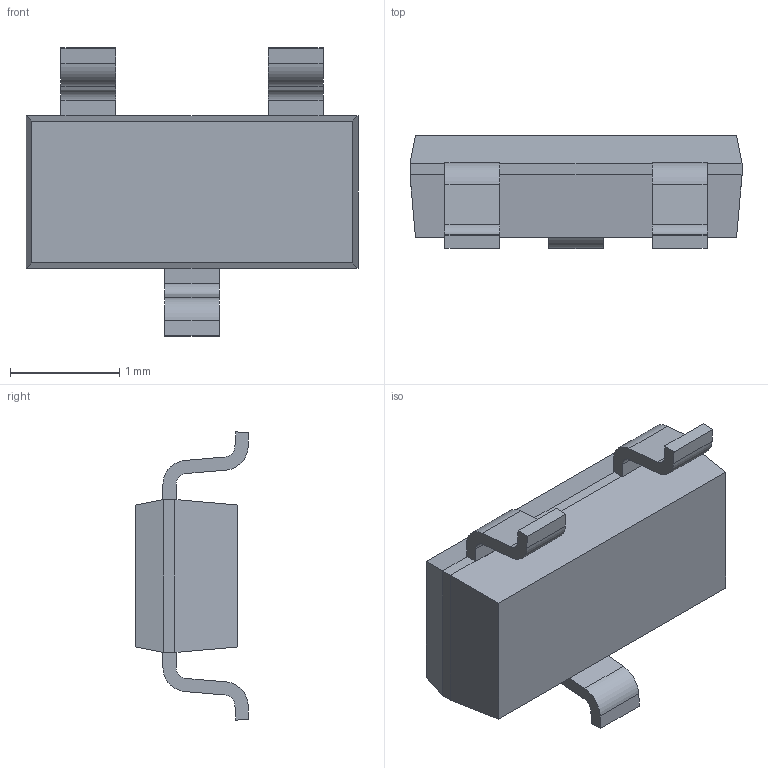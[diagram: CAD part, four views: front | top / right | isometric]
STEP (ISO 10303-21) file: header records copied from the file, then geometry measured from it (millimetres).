
FILE_DESCRIPTION((''),'2;1');
FILE_NAME('SOT23-3_P0-95_L3-04_W1-4','2019-10-05T',('Dragos'),(''),'PRO/ENGINEER BY PARAMETRIC TECHNOLOGY CORPORATION, 2004440','PRO/ENGINEER BY PARAMETRIC TECHNOLOGY CORPORATION, 2004440','');
FILE_SCHEMA(('AUTOMOTIVE_DESIGN { 1 0 10303 214 1 1 1 1 }'));
Length unit declared in the file: millimetre
Products named in the file (1): SOT23-3_P0-95_L3-04_W1-4
Bounding box: 3.04 x 1.04 x 2.64 mm (x, y, z)
Volume: 4 mm3; surface area: 20.2 mm2
Topology: 1 solids, 1 shells, 322 faces, 916 edges, 604 vertices
Faces by surface type: plane 310, cylinder 12
Entity records: 13302 total; most frequent: CARTESIAN_POINT 1844, ORIENTED_EDGE 1832, DIRECTION 1586, PRESENTATION_STYLE_ASSIGNMENT 936, STYLED_ITEM 918, CURVE_STYLE 917, EDGE_CURVE 916, VECTOR 892
